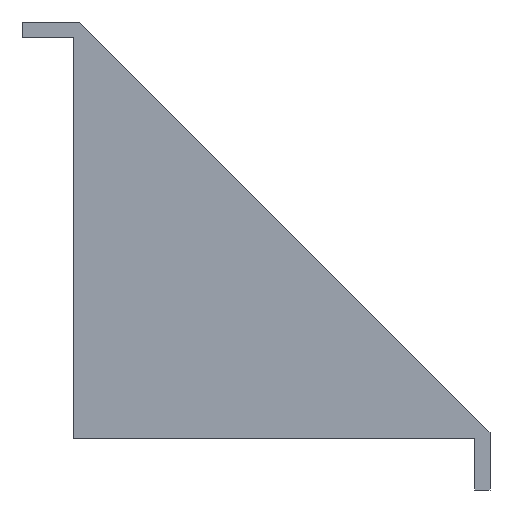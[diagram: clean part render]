
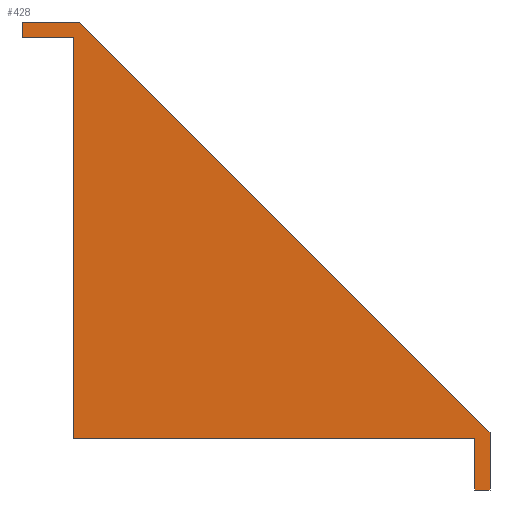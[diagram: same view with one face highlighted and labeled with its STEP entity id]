
A CAD part, front view. The second image highlights one B-rep face of the part: STEP entity #428.
In plain terms, the highlighted planar face has unit normal (0, -1, 0).
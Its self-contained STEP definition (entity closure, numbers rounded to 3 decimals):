
#73=CARTESIAN_POINT('',(10.,0.0,88.0));
#74=VERTEX_POINT('',#73);
#75=CARTESIAN_POINT('',(10.,0.0,10.0));
#76=VERTEX_POINT('',#75);
#77=CARTESIAN_POINT('',(10.,0.0,88.));
#78=DIRECTION('',(0.0,0.0,-1.0));
#79=VECTOR('',#78,78.);
#80=LINE('',#77,#79);
#81=EDGE_CURVE('',#74,#76,#80,.T.);
#113=CARTESIAN_POINT('',(88.0,0.0,10.0));
#114=VERTEX_POINT('',#113);
#115=CARTESIAN_POINT('',(10.,0.0,10.0));
#116=DIRECTION('',(1.0,0.0,0.0));
#117=VECTOR('',#116,78.0);
#118=LINE('',#115,#117);
#119=EDGE_CURVE('',#76,#114,#118,.T.);
#144=CARTESIAN_POINT('',(88.0,0.0,0.0));
#145=VERTEX_POINT('',#144);
#162=CARTESIAN_POINT('',(91.,0.0,0.0));
#163=VERTEX_POINT('',#162);
#170=CARTESIAN_POINT('',(91.,0.0,0.0));
#171=DIRECTION('',(-1.0,0.0,0.0));
#172=VECTOR('',#171,3.);
#173=LINE('',#170,#172);
#174=EDGE_CURVE('',#163,#145,#173,.T.);
#215=CARTESIAN_POINT('',(88.0,0.0,10.0));
#216=DIRECTION('',(0.0,0.0,-1.0));
#217=VECTOR('',#216,10.0);
#218=LINE('',#215,#217);
#219=EDGE_CURVE('',#114,#145,#218,.T.);
#254=CARTESIAN_POINT('',(0.0,0.0,88.0));
#255=VERTEX_POINT('',#254);
#272=CARTESIAN_POINT('',(0.0,0.0,88.0));
#273=DIRECTION('',(1.0,0.0,0.0));
#274=VECTOR('',#273,10.);
#275=LINE('',#272,#274);
#276=EDGE_CURVE('',#255,#74,#275,.T.);
#286=CARTESIAN_POINT('',(91.,0.0,11.243));
#287=VERTEX_POINT('',#286);
#288=CARTESIAN_POINT('',(91.,0.0,11.243));
#289=DIRECTION('',(0.0,0.0,-1.0));
#290=VECTOR('',#289,11.243);
#291=LINE('',#288,#290);
#292=EDGE_CURVE('',#287,#163,#291,.T.);
#317=CARTESIAN_POINT('',(11.243,0.0,91.0));
#318=VERTEX_POINT('',#317);
#319=CARTESIAN_POINT('',(11.243,0.0,91.0));
#320=DIRECTION('',(0.707,0.0,-0.707));
#321=VECTOR('',#320,112.794);
#322=LINE('',#319,#321);
#323=EDGE_CURVE('',#318,#287,#322,.T.);
#348=CARTESIAN_POINT('',(0.0,0.0,91.));
#349=VERTEX_POINT('',#348);
#350=CARTESIAN_POINT('',(0.0,0.0,91.));
#351=DIRECTION('',(1.0,0.0,0.0));
#352=VECTOR('',#351,11.243);
#353=LINE('',#350,#352);
#354=EDGE_CURVE('',#349,#318,#353,.T.);
#380=CARTESIAN_POINT('',(0.0,0.0,88.0));
#381=DIRECTION('',(0.0,0.0,1.0));
#382=VECTOR('',#381,3.);
#383=LINE('',#380,#382);
#384=EDGE_CURVE('',#255,#349,#383,.T.);
#412=CARTESIAN_POINT('',(49.546,0.0,49.546));
#413=DIRECTION('',(0.0,1.0,0.0));
#414=DIRECTION('',(0.0,0.0,1.0));
#415=AXIS2_PLACEMENT_3D('',#412,#413,#414);
#416=PLANE('',#415);
#417=ORIENTED_EDGE('',*,*,#219,.T.);
#418=ORIENTED_EDGE('',*,*,#174,.F.);
#419=ORIENTED_EDGE('',*,*,#292,.F.);
#420=ORIENTED_EDGE('',*,*,#323,.F.);
#421=ORIENTED_EDGE('',*,*,#354,.F.);
#422=ORIENTED_EDGE('',*,*,#384,.F.);
#423=ORIENTED_EDGE('',*,*,#276,.T.);
#424=ORIENTED_EDGE('',*,*,#81,.T.);
#425=ORIENTED_EDGE('',*,*,#119,.T.);
#426=EDGE_LOOP('',(#417,#418,#419,#420,#421,#422,#423,#424,#425));
#427=FACE_OUTER_BOUND('',#426,.T.);
#428=ADVANCED_FACE('',(#427),#416,.F.);
